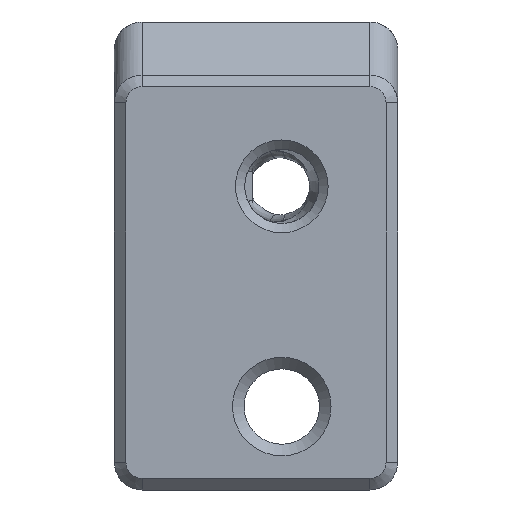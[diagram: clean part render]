
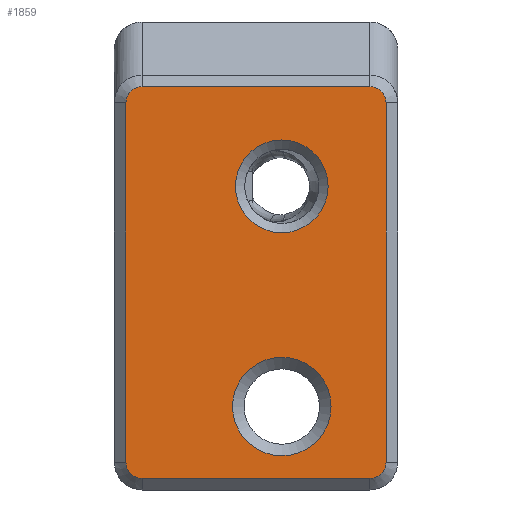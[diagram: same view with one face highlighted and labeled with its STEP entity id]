
A CAD part, front view. The second image highlights one B-rep face of the part: STEP entity #1859.
In plain terms, the highlighted planar face has unit normal (0, -1, 0).
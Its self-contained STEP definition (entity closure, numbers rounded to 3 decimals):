
#71=FACE_BOUND('',#342,.T.);
#72=FACE_BOUND('',#343,.T.);
#151=PLANE('',#2032);
#226=FACE_OUTER_BOUND('',#341,.T.);
#341=EDGE_LOOP('',(#1441,#1442,#1443,#1444,#1445,#1446,#1447,#1448));
#342=EDGE_LOOP('',(#1449));
#343=EDGE_LOOP('',(#1450));
#452=CIRCLE('',#2031,2.);
#453=CIRCLE('',#2033,0.7);
#454=CIRCLE('',#2034,0.7);
#455=CIRCLE('',#2035,0.7);
#456=CIRCLE('',#2036,0.7);
#457=CIRCLE('',#2037,2.125);
#537=LINE('',#2933,#691);
#538=LINE('',#2937,#692);
#539=LINE('',#2941,#693);
#540=LINE('',#2945,#694);
#691=VECTOR('',#2385,10.);
#692=VECTOR('',#2388,10.);
#693=VECTOR('',#2391,10.);
#694=VECTOR('',#2394,10.);
#856=VERTEX_POINT('',#2927);
#857=VERTEX_POINT('',#2931);
#858=VERTEX_POINT('',#2932);
#859=VERTEX_POINT('',#2934);
#860=VERTEX_POINT('',#2936);
#861=VERTEX_POINT('',#2938);
#862=VERTEX_POINT('',#2940);
#863=VERTEX_POINT('',#2942);
#864=VERTEX_POINT('',#2944);
#865=VERTEX_POINT('',#2947);
#1071=EDGE_CURVE('',#856,#856,#452,.T.);
#1072=EDGE_CURVE('',#857,#858,#537,.T.);
#1073=EDGE_CURVE('',#859,#857,#453,.T.);
#1074=EDGE_CURVE('',#860,#859,#538,.T.);
#1075=EDGE_CURVE('',#861,#860,#454,.T.);
#1076=EDGE_CURVE('',#862,#861,#539,.T.);
#1077=EDGE_CURVE('',#863,#862,#455,.T.);
#1078=EDGE_CURVE('',#864,#863,#540,.T.);
#1079=EDGE_CURVE('',#858,#864,#456,.T.);
#1080=EDGE_CURVE('',#865,#865,#457,.T.);
#1441=ORIENTED_EDGE('',*,*,#1072,.F.);
#1442=ORIENTED_EDGE('',*,*,#1073,.F.);
#1443=ORIENTED_EDGE('',*,*,#1074,.F.);
#1444=ORIENTED_EDGE('',*,*,#1075,.F.);
#1445=ORIENTED_EDGE('',*,*,#1076,.F.);
#1446=ORIENTED_EDGE('',*,*,#1077,.F.);
#1447=ORIENTED_EDGE('',*,*,#1078,.F.);
#1448=ORIENTED_EDGE('',*,*,#1079,.F.);
#1449=ORIENTED_EDGE('',*,*,#1080,.F.);
#1450=ORIENTED_EDGE('',*,*,#1071,.F.);
#1859=ADVANCED_FACE('',(#226,#71,#72),#151,.T.);
#2031=AXIS2_PLACEMENT_3D('',#2929,#2381,#2382);
#2032=AXIS2_PLACEMENT_3D('',#2930,#2383,#2384);
#2033=AXIS2_PLACEMENT_3D('',#2935,#2386,#2387);
#2034=AXIS2_PLACEMENT_3D('',#2939,#2389,#2390);
#2035=AXIS2_PLACEMENT_3D('',#2943,#2392,#2393);
#2036=AXIS2_PLACEMENT_3D('',#2946,#2395,#2396);
#2037=AXIS2_PLACEMENT_3D('',#2948,#2397,#2398);
#2381=DIRECTION('center_axis',(0.,-1.,0.));
#2382=DIRECTION('ref_axis',(-1.,0.,0.));
#2383=DIRECTION('center_axis',(0.,-1.,0.));
#2384=DIRECTION('ref_axis',(-1.,0.,0.));
#2385=DIRECTION('',(-1.,0.,0.));
#2386=DIRECTION('center_axis',(0.,1.,0.));
#2387=DIRECTION('ref_axis',(0.707,0.,-0.707));
#2388=DIRECTION('',(0.,0.,-1.));
#2389=DIRECTION('center_axis',(0.,1.,0.));
#2390=DIRECTION('ref_axis',(0.707,0.,0.707));
#2391=DIRECTION('',(1.,0.,0.));
#2392=DIRECTION('center_axis',(0.,1.,0.));
#2393=DIRECTION('ref_axis',(-0.707,0.,0.707));
#2394=DIRECTION('',(0.,0.,1.));
#2395=DIRECTION('center_axis',(0.,1.,0.));
#2396=DIRECTION('ref_axis',(-0.707,0.,-0.707));
#2397=DIRECTION('center_axis',(0.,-1.,0.));
#2398=DIRECTION('ref_axis',(-1.,0.,0.));
#2927=CARTESIAN_POINT('',(6.25,22.,17.));
#2929=CARTESIAN_POINT('Origin',(4.25,22.,17.));
#2930=CARTESIAN_POINT('Origin',(9.35,22.,24.09));
#2931=CARTESIAN_POINT('',(8.05,22.,4.4));
#2932=CARTESIAN_POINT('',(-1.775,22.,4.4));
#2933=CARTESIAN_POINT('',(6.244,22.,4.4));
#2934=CARTESIAN_POINT('',(8.75,22.,5.1));
#2935=CARTESIAN_POINT('Origin',(8.05,22.,5.1));
#2936=CARTESIAN_POINT('',(8.75,22.,20.6));
#2937=CARTESIAN_POINT('',(8.75,22.,24.09));
#2938=CARTESIAN_POINT('',(8.05,22.,21.3));
#2939=CARTESIAN_POINT('Origin',(8.05,22.,20.6));
#2940=CARTESIAN_POINT('',(-1.775,22.,21.3));
#2941=CARTESIAN_POINT('',(4.675,22.,21.3));
#2942=CARTESIAN_POINT('',(-2.475,22.,20.6));
#2943=CARTESIAN_POINT('Origin',(-1.775,22.,20.6));
#2944=CARTESIAN_POINT('',(-2.475,22.,5.1));
#2945=CARTESIAN_POINT('',(-2.475,22.,24.09));
#2946=CARTESIAN_POINT('Origin',(-1.775,22.,5.1));
#2947=CARTESIAN_POINT('',(6.375,22.,7.5));
#2948=CARTESIAN_POINT('Origin',(4.25,22.,7.5));
